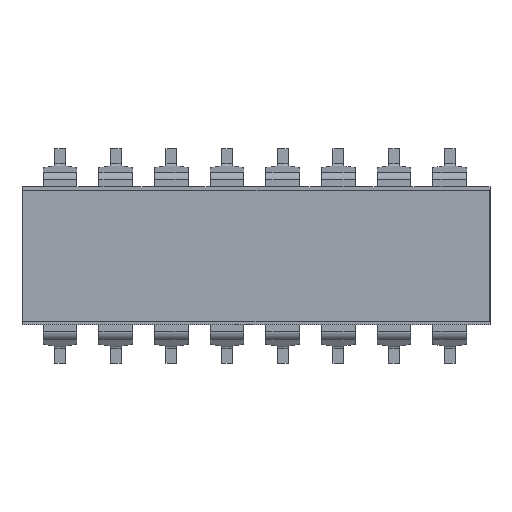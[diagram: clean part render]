
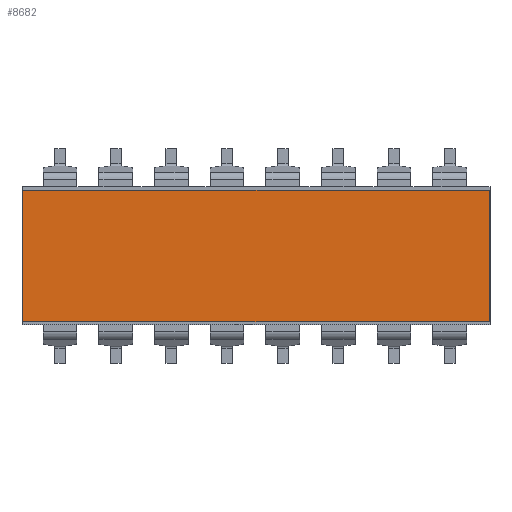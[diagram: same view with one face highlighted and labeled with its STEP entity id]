
A CAD part, top view. The second image highlights one B-rep face of the part: STEP entity #8682.
In plain terms, the highlighted planar face has unit normal (0, 0, 1).
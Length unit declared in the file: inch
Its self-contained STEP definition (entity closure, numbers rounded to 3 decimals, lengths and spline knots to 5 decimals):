
#8643=CARTESIAN_POINT('',(-0.46079,0.12992,0.12323));
#8644=DIRECTION('',(0.0,0.0,-1.0));
#8645=DIRECTION('',(-1.0,0.0,0.0));
#8646=AXIS2_PLACEMENT_3D('',#8643,#8644,#8645);
#8647=PLANE('',#8646);
#8648=CARTESIAN_POINT('',(-0.4189,-0.11811,0.12323));
#8649=VERTEX_POINT('',#8648);
#8650=CARTESIAN_POINT('',(0.4189,-0.11811,0.12323));
#8651=VERTEX_POINT('',#8650);
#8652=CARTESIAN_POINT('',(-0.4189,-0.11811,0.12323));
#8653=DIRECTION('',(1.0,0.0,0.0));
#8654=VECTOR('',#8653,0.8378);
#8655=LINE('',#8652,#8654);
#8656=EDGE_CURVE('',#8649,#8651,#8655,.T.);
#8657=ORIENTED_EDGE('',*,*,#8656,.T.);
#8658=CARTESIAN_POINT('',(0.4189,0.11811,0.12323));
#8659=VERTEX_POINT('',#8658);
#8660=CARTESIAN_POINT('',(0.4189,-0.11811,0.12323));
#8661=DIRECTION('',(0.0,1.0,0.0));
#8662=VECTOR('',#8661,0.23622);
#8663=LINE('',#8660,#8662);
#8664=EDGE_CURVE('',#8651,#8659,#8663,.T.);
#8665=ORIENTED_EDGE('',*,*,#8664,.T.);
#8666=CARTESIAN_POINT('',(-0.4189,0.11811,0.12323));
#8667=VERTEX_POINT('',#8666);
#8668=CARTESIAN_POINT('',(0.4189,0.11811,0.12323));
#8669=DIRECTION('',(-1.0,0.0,0.0));
#8670=VECTOR('',#8669,0.8378);
#8671=LINE('',#8668,#8670);
#8672=EDGE_CURVE('',#8659,#8667,#8671,.T.);
#8673=ORIENTED_EDGE('',*,*,#8672,.T.);
#8674=CARTESIAN_POINT('',(-0.4189,0.11811,0.12323));
#8675=DIRECTION('',(0.0,-1.0,0.0));
#8676=VECTOR('',#8675,0.23622);
#8677=LINE('',#8674,#8676);
#8678=EDGE_CURVE('',#8667,#8649,#8677,.T.);
#8679=ORIENTED_EDGE('',*,*,#8678,.T.);
#8680=EDGE_LOOP('',(#8657,#8665,#8673,#8679));
#8681=FACE_OUTER_BOUND('',#8680,.T.);
#8682=ADVANCED_FACE('',(#8681),#8647,.F.);
